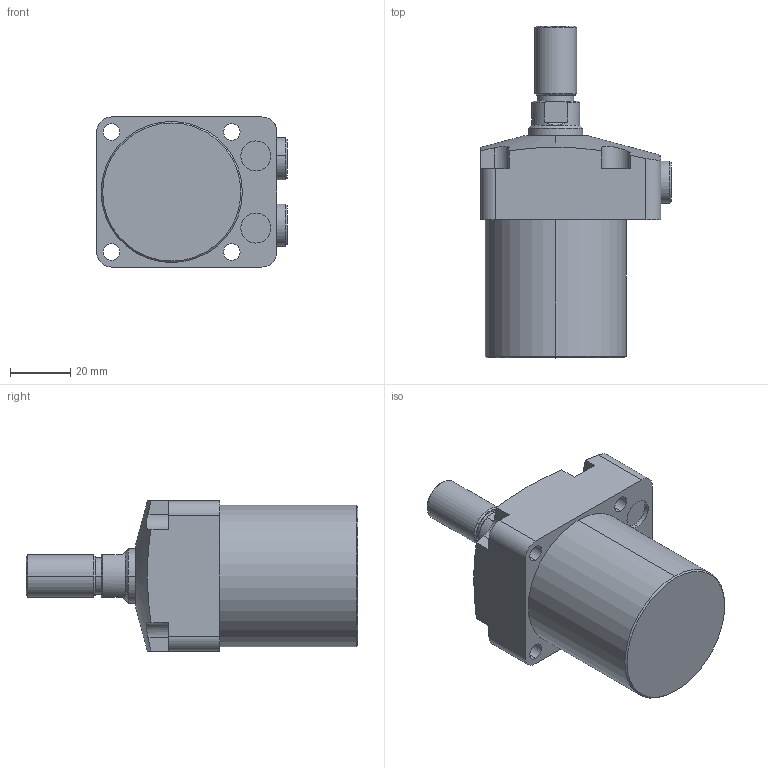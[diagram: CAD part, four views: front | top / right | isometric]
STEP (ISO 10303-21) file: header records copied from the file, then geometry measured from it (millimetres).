
FILE_DESCRIPTION (( 'STEP AP203' ), '1' );
FILE_NAME ('CNA04-30M.STEP', '2019-09-21T08:36:24', ( '微软用户' ), ( '微软中国' ), 'SwSTEP 2.0', 'SolidWorks 2012', '' );
FILE_SCHEMA (( 'CONFIG_CONTROL_DESIGN' ));
Length unit declared in the file: millimetre
Products named in the file (4): 04-30-M; CNA-04P; 黑芛1-8; CNA04-30M
Assembly tree (4 placements, depth 2):
  CNA04-30M
    CNA-04P
    04-30-M
    黑芛1-8  x2
Bounding box: 63.5 x 110.5 x 50 mm (x, y, z)
Volume: 162229.1 mm3; surface area: 25389.1 mm2
Topology: 4 solids, 4 shells, 137 faces, 326 edges, 205 vertices
Faces by surface type: cylinder 56, plane 52, cone 29
Entity records: 3995 total; most frequent: CARTESIAN_POINT 838, DIRECTION 591, ORIENTED_EDGE 552, EDGE_CURVE 276, AXIS2_PLACEMENT_3D 232, VERTEX_POINT 177, EDGE_LOOP 133, LINE 127
